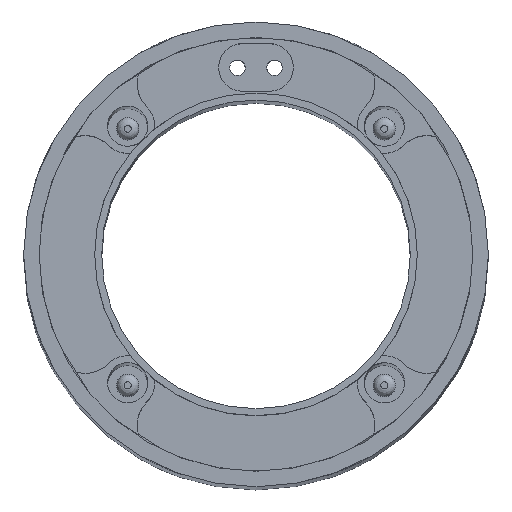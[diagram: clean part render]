
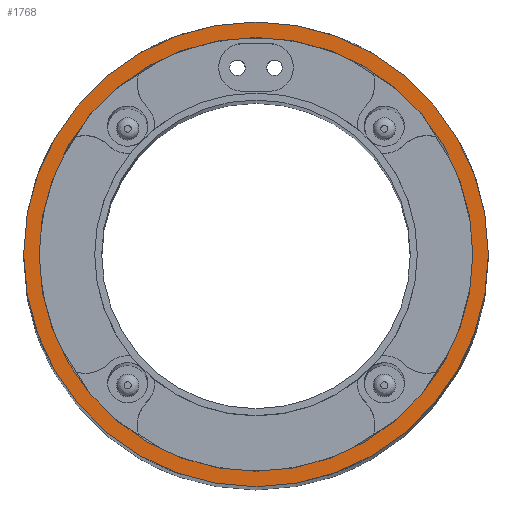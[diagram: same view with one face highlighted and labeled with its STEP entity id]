
A CAD part, top view. The second image highlights one B-rep face of the part: STEP entity #1768.
In plain terms, the highlighted planar face has unit normal (0, 0, 1).
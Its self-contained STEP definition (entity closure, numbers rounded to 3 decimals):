
#21 = EDGE_CURVE('',#22,#22,#24,.T.);
#22 = VERTEX_POINT('',#23);
#23 = CARTESIAN_POINT('',(30.,0.,242.5));
#24 = CIRCLE('',#25,30.);
#25 = AXIS2_PLACEMENT_3D('',#26,#27,#28);
#26 = CARTESIAN_POINT('',(0.,0.,242.5));
#27 = DIRECTION('',(0.,0.,1.));
#28 = DIRECTION('',(1.,0.,0.));
#1768 = ADVANCED_FACE('',(#1769,#1772),#1783,.T.);
#1769 = FACE_BOUND('',#1770,.T.);
#1770 = EDGE_LOOP('',(#1771));
#1771 = ORIENTED_EDGE('',*,*,#21,.T.);
#1772 = FACE_BOUND('',#1773,.F.);
#1773 = EDGE_LOOP('',(#1774));
#1774 = ORIENTED_EDGE('',*,*,#1775,.T.);
#1775 = EDGE_CURVE('',#1776,#1776,#1778,.T.);
#1776 = VERTEX_POINT('',#1777);
#1777 = CARTESIAN_POINT('',(28.,0.,242.5));
#1778 = CIRCLE('',#1779,28.);
#1779 = AXIS2_PLACEMENT_3D('',#1780,#1781,#1782);
#1780 = CARTESIAN_POINT('',(0.,0.,242.5));
#1781 = DIRECTION('',(0.,0.,1.));
#1782 = DIRECTION('',(1.,0.,0.));
#1783 = PLANE('',#1784);
#1784 = AXIS2_PLACEMENT_3D('',#1785,#1786,#1787);
#1785 = CARTESIAN_POINT('',(0.,0.,242.5
    ));
#1786 = DIRECTION('',(0.,0.,1.));
#1787 = DIRECTION('',(1.,0.,0.));
